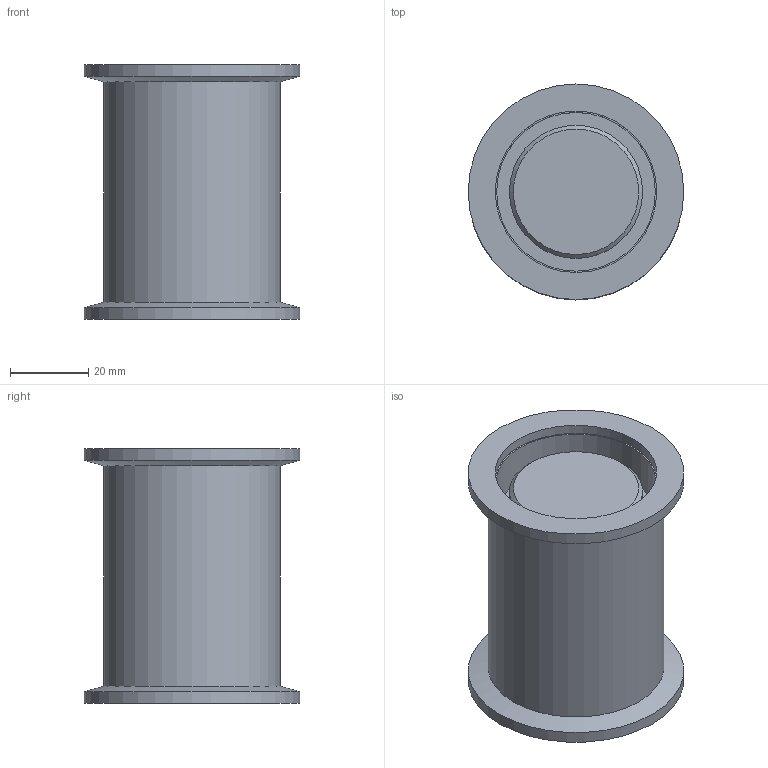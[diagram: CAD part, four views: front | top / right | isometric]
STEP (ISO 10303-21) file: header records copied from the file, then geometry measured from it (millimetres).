
FILE_DESCRIPTION (( 'STEP AP214' ), '1' );
FILE_NAME ('Fullvac SP1KF40.STEP', '2019-04-02T11:57:50', ( '' ), ( '' ), 'SwSTEP 2.0', 'SolidWorks 2017', '' );
FILE_SCHEMA (( 'AUTOMOTIVE_DESIGN' ));
Length unit declared in the file: millimetre
Products named in the file (4): 4^soupape; 1^soupape; Fullvac SP1KF40; 2^soupape
Assembly tree (4 placements, depth 2):
  Fullvac SP1KF40
    1^soupape
    2^soupape
    4^soupape  x2
Bounding box: 55 x 55 x 65 mm (x, y, z)
Volume: 49361.6 mm3; surface area: 30952.6 mm2
Topology: 4 solids, 4 shells, 41 faces, 80 edges, 52 vertices
Faces by surface type: plane 25, cylinder 12, cone 4
Full cylindrical faces by diameter (mm): 0.193 x1, 14.853 x1, 16 x2, 34 x1, 40.5 x2, 41.2 x2, 45 x1, 55 x2
Entity records: 872 total; most frequent: DIRECTION 144, CARTESIAN_POINT 117, ORIENTED_EDGE 84, AXIS2_PLACEMENT_3D 63, EDGE_LOOP 56, FACE_OUTER_BOUND 43, EDGE_CURVE 42, VERTEX_POINT 36
